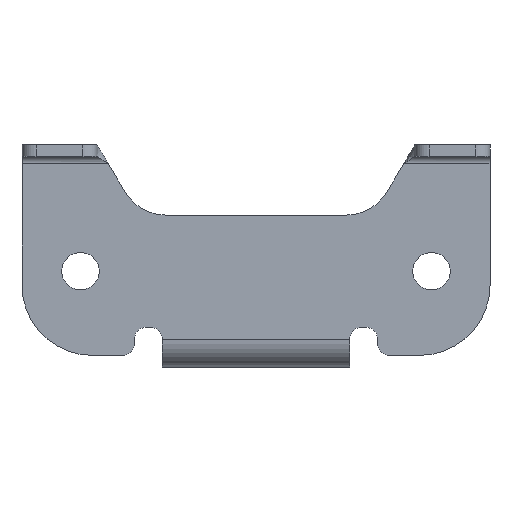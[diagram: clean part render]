
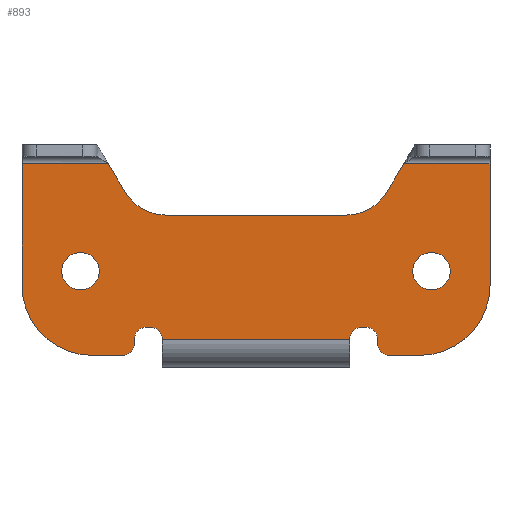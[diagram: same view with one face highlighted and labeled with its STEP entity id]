
A CAD part, top view. The second image highlights one B-rep face of the part: STEP entity #893.
In plain terms, the highlighted planar face has unit normal (0, 0, 1).
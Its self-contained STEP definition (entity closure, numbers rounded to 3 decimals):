
#23=FACE_BOUND('',#124,.T.);
#24=FACE_BOUND('',#125,.T.);
#35=PLANE('',#987);
#71=FACE_OUTER_BOUND('',#123,.T.);
#123=EDGE_LOOP('',(#701,#702,#703,#704,#705,#706,#707,#708,#709,#710,#711,
#712,#713,#714,#715,#716,#717,#718,#719,#720,#721,#722,#723,#724));
#124=EDGE_LOOP('',(#725));
#125=EDGE_LOOP('',(#726));
#181=LINE('',#1376,#269);
#185=LINE('',#1388,#273);
#189=LINE('',#1403,#277);
#204=LINE('',#1451,#292);
#206=LINE('',#1457,#294);
#207=LINE('',#1458,#295);
#208=LINE('',#1459,#296);
#209=LINE('',#1461,#297);
#210=LINE('',#1465,#298);
#211=LINE('',#1469,#299);
#212=LINE('',#1473,#300);
#213=LINE('',#1477,#301);
#214=LINE('',#1481,#302);
#215=LINE('',#1484,#303);
#269=VECTOR('',#1107,10.);
#273=VECTOR('',#1119,10.);
#277=VECTOR('',#1133,10.);
#292=VECTOR('',#1174,10.);
#294=VECTOR('',#1180,10.);
#295=VECTOR('',#1181,10.);
#296=VECTOR('',#1182,10.);
#297=VECTOR('',#1183,10.);
#298=VECTOR('',#1186,10.);
#299=VECTOR('',#1189,10.);
#300=VECTOR('',#1192,10.);
#301=VECTOR('',#1195,10.);
#302=VECTOR('',#1198,10.);
#303=VECTOR('',#1201,10.);
#331=CIRCLE('',#938,4.);
#333=CIRCLE('',#941,4.);
#344=CIRCLE('',#962,10.);
#346=CIRCLE('',#966,10.);
#347=CIRCLE('',#969,15.);
#358=CIRCLE('',#983,15.);
#361=CIRCLE('',#988,2.5);
#362=CIRCLE('',#989,2.5);
#363=CIRCLE('',#990,2.5);
#364=CIRCLE('',#991,2.5);
#365=CIRCLE('',#992,2.5);
#366=CIRCLE('',#993,2.5);
#371=VERTEX_POINT('',#1293);
#373=VERTEX_POINT('',#1299);
#398=VERTEX_POINT('',#1366);
#399=VERTEX_POINT('',#1368);
#401=VERTEX_POINT('',#1374);
#403=VERTEX_POINT('',#1380);
#405=VERTEX_POINT('',#1386);
#406=VERTEX_POINT('',#1390);
#407=VERTEX_POINT('',#1391);
#411=VERTEX_POINT('',#1401);
#429=VERTEX_POINT('',#1443);
#430=VERTEX_POINT('',#1444);
#431=VERTEX_POINT('',#1450);
#433=VERTEX_POINT('',#1456);
#434=VERTEX_POINT('',#1460);
#435=VERTEX_POINT('',#1462);
#436=VERTEX_POINT('',#1464);
#437=VERTEX_POINT('',#1466);
#438=VERTEX_POINT('',#1468);
#439=VERTEX_POINT('',#1470);
#440=VERTEX_POINT('',#1472);
#441=VERTEX_POINT('',#1474);
#442=VERTEX_POINT('',#1476);
#443=VERTEX_POINT('',#1478);
#444=VERTEX_POINT('',#1480);
#445=VERTEX_POINT('',#1482);
#455=EDGE_CURVE('',#371,#371,#331,.T.);
#458=EDGE_CURVE('',#373,#373,#333,.T.);
#491=EDGE_CURVE('',#398,#399,#344,.T.);
#495=EDGE_CURVE('',#398,#401,#181,.T.);
#498=EDGE_CURVE('',#403,#401,#346,.T.);
#501=EDGE_CURVE('',#403,#405,#185,.T.);
#502=EDGE_CURVE('',#406,#407,#347,.T.);
#508=EDGE_CURVE('',#411,#406,#189,.T.);
#529=EDGE_CURVE('',#429,#430,#358,.T.);
#533=EDGE_CURVE('',#430,#431,#204,.T.);
#536=EDGE_CURVE('',#433,#411,#206,.T.);
#537=EDGE_CURVE('',#433,#399,#207,.T.);
#538=EDGE_CURVE('',#431,#405,#208,.T.);
#539=EDGE_CURVE('',#434,#429,#209,.T.);
#540=EDGE_CURVE('',#435,#434,#361,.T.);
#541=EDGE_CURVE('',#435,#436,#210,.T.);
#542=EDGE_CURVE('',#437,#436,#362,.T.);
#543=EDGE_CURVE('',#437,#438,#211,.T.);
#544=EDGE_CURVE('',#439,#438,#363,.T.);
#545=EDGE_CURVE('',#440,#439,#212,.T.);
#546=EDGE_CURVE('',#441,#440,#364,.T.);
#547=EDGE_CURVE('',#441,#442,#213,.T.);
#548=EDGE_CURVE('',#443,#442,#365,.T.);
#549=EDGE_CURVE('',#443,#444,#214,.T.);
#550=EDGE_CURVE('',#445,#444,#366,.T.);
#551=EDGE_CURVE('',#407,#445,#215,.T.);
#701=ORIENTED_EDGE('',*,*,#502,.F.);
#702=ORIENTED_EDGE('',*,*,#508,.F.);
#703=ORIENTED_EDGE('',*,*,#536,.F.);
#704=ORIENTED_EDGE('',*,*,#537,.T.);
#705=ORIENTED_EDGE('',*,*,#491,.F.);
#706=ORIENTED_EDGE('',*,*,#495,.T.);
#707=ORIENTED_EDGE('',*,*,#498,.F.);
#708=ORIENTED_EDGE('',*,*,#501,.T.);
#709=ORIENTED_EDGE('',*,*,#538,.F.);
#710=ORIENTED_EDGE('',*,*,#533,.F.);
#711=ORIENTED_EDGE('',*,*,#529,.F.);
#712=ORIENTED_EDGE('',*,*,#539,.F.);
#713=ORIENTED_EDGE('',*,*,#540,.F.);
#714=ORIENTED_EDGE('',*,*,#541,.T.);
#715=ORIENTED_EDGE('',*,*,#542,.F.);
#716=ORIENTED_EDGE('',*,*,#543,.T.);
#717=ORIENTED_EDGE('',*,*,#544,.F.);
#718=ORIENTED_EDGE('',*,*,#545,.F.);
#719=ORIENTED_EDGE('',*,*,#546,.F.);
#720=ORIENTED_EDGE('',*,*,#547,.T.);
#721=ORIENTED_EDGE('',*,*,#548,.F.);
#722=ORIENTED_EDGE('',*,*,#549,.T.);
#723=ORIENTED_EDGE('',*,*,#550,.F.);
#724=ORIENTED_EDGE('',*,*,#551,.F.);
#725=ORIENTED_EDGE('',*,*,#455,.T.);
#726=ORIENTED_EDGE('',*,*,#458,.T.);
#893=ADVANCED_FACE('',(#71,#23,#24),#35,.T.);
#938=AXIS2_PLACEMENT_3D('',#1294,#1029,#1030);
#941=AXIS2_PLACEMENT_3D('',#1300,#1036,#1037);
#962=AXIS2_PLACEMENT_3D('',#1369,#1100,#1101);
#966=AXIS2_PLACEMENT_3D('',#1382,#1113,#1114);
#969=AXIS2_PLACEMENT_3D('',#1392,#1122,#1123);
#983=AXIS2_PLACEMENT_3D('',#1445,#1166,#1167);
#987=AXIS2_PLACEMENT_3D('',#1455,#1178,#1179);
#988=AXIS2_PLACEMENT_3D('',#1463,#1184,#1185);
#989=AXIS2_PLACEMENT_3D('',#1467,#1187,#1188);
#990=AXIS2_PLACEMENT_3D('',#1471,#1190,#1191);
#991=AXIS2_PLACEMENT_3D('',#1475,#1193,#1194);
#992=AXIS2_PLACEMENT_3D('',#1479,#1196,#1197);
#993=AXIS2_PLACEMENT_3D('',#1483,#1199,#1200);
#1029=DIRECTION('center_axis',(0.,0.,-1.));
#1030=DIRECTION('ref_axis',(-1.,0.,0.));
#1036=DIRECTION('center_axis',(0.,0.,-1.));
#1037=DIRECTION('ref_axis',(-1.,0.,0.));
#1100=DIRECTION('center_axis',(0.,0.,1.));
#1101=DIRECTION('ref_axis',(0.493,-0.87,0.));
#1107=DIRECTION('',(-1.,0.,0.));
#1113=DIRECTION('center_axis',(0.,0.,1.));
#1114=DIRECTION('ref_axis',(-0.493,-0.87,0.));
#1119=DIRECTION('',(-0.514,0.857,0.));
#1122=DIRECTION('center_axis',(0.,0.,-1.));
#1123=DIRECTION('ref_axis',(0.707,-0.707,0.));
#1133=DIRECTION('',(0.,-1.,0.));
#1166=DIRECTION('center_axis',(0.,0.,-1.));
#1167=DIRECTION('ref_axis',(-0.707,-0.707,0.));
#1174=DIRECTION('',(0.,1.,0.));
#1178=DIRECTION('center_axis',(0.,0.,1.));
#1179=DIRECTION('ref_axis',(1.,0.,0.));
#1180=DIRECTION('',(1.,0.,0.));
#1181=DIRECTION('',(-0.514,-0.857,0.));
#1182=DIRECTION('',(1.,0.,0.));
#1183=DIRECTION('',(-1.,0.,0.));
#1184=DIRECTION('center_axis',(0.,0.,-1.));
#1185=DIRECTION('ref_axis',(0.707,-0.707,0.));
#1186=DIRECTION('',(0.,1.,0.));
#1187=DIRECTION('center_axis',(0.,0.,1.));
#1188=DIRECTION('ref_axis',(-0.707,0.707,0.));
#1189=DIRECTION('',(1.,0.,0.));
#1190=DIRECTION('center_axis',(0.,0.,1.));
#1191=DIRECTION('ref_axis',(0.707,0.707,0.));
#1192=DIRECTION('',(-1.,0.,0.));
#1193=DIRECTION('center_axis',(0.,0.,1.));
#1194=DIRECTION('ref_axis',(-0.707,0.707,0.));
#1195=DIRECTION('',(1.,0.,0.));
#1196=DIRECTION('center_axis',(0.,0.,1.));
#1197=DIRECTION('ref_axis',(0.707,0.707,0.));
#1198=DIRECTION('',(0.,-1.,0.));
#1199=DIRECTION('center_axis',(0.,0.,-1.));
#1200=DIRECTION('ref_axis',(-0.707,-0.707,0.));
#1201=DIRECTION('',(-1.,0.,0.));
#1293=CARTESIAN_POINT('',(-83.5,18.,2.5));
#1294=CARTESIAN_POINT('Origin',(-87.5,18.,2.5));
#1299=CARTESIAN_POINT('',(-8.5,18.,2.5));
#1300=CARTESIAN_POINT('Origin',(-12.5,18.,2.5));
#1366=CARTESIAN_POINT('',(-30.662,30.,2.5));
#1368=CARTESIAN_POINT('',(-22.087,34.855,2.5));
#1369=CARTESIAN_POINT('Origin',(-30.662,40.,2.5));
#1374=CARTESIAN_POINT('',(-69.338,30.,2.5));
#1376=CARTESIAN_POINT('',(-62.5,30.,2.5));
#1380=CARTESIAN_POINT('',(-77.913,34.855,2.5));
#1382=CARTESIAN_POINT('Origin',(-69.338,40.,2.5));
#1386=CARTESIAN_POINT('',(-81.6,41.,2.5));
#1388=CARTESIAN_POINT('',(-74.537,29.228,2.5));
#1390=CARTESIAN_POINT('',(0.,15.,2.5));
#1391=CARTESIAN_POINT('',(-15.,0.,2.5));
#1392=CARTESIAN_POINT('Origin',(-15.,15.,2.5));
#1401=CARTESIAN_POINT('',(0.,41.,2.5));
#1403=CARTESIAN_POINT('',(0.,45.,2.5));
#1443=CARTESIAN_POINT('',(-85.,0.,2.5));
#1444=CARTESIAN_POINT('',(-100.,15.,2.5));
#1445=CARTESIAN_POINT('Origin',(-85.,15.,2.5));
#1450=CARTESIAN_POINT('',(-100.,41.,2.5));
#1451=CARTESIAN_POINT('',(-100.,0.,2.5));
#1455=CARTESIAN_POINT('Origin',(-50.,22.5,2.5));
#1456=CARTESIAN_POINT('',(-18.4,41.,2.5));
#1457=CARTESIAN_POINT('',(-29.,41.,2.5));
#1458=CARTESIAN_POINT('',(-29.963,21.728,2.5));
#1459=CARTESIAN_POINT('',(-71.,41.,2.5));
#1460=CARTESIAN_POINT('',(-78.5,0.,2.5));
#1461=CARTESIAN_POINT('',(0.,0.,2.5));
#1462=CARTESIAN_POINT('',(-76.,2.5,2.5));
#1463=CARTESIAN_POINT('Origin',(-78.5,2.5,2.5));
#1464=CARTESIAN_POINT('',(-76.,3.5,2.5));
#1465=CARTESIAN_POINT('',(-76.,11.25,2.5));
#1466=CARTESIAN_POINT('',(-73.5,6.,2.5));
#1467=CARTESIAN_POINT('Origin',(-73.5,3.5,2.5));
#1468=CARTESIAN_POINT('',(-72.5,6.,2.5));
#1469=CARTESIAN_POINT('',(-63.,6.,2.5));
#1470=CARTESIAN_POINT('',(-70.,3.5,2.5));
#1471=CARTESIAN_POINT('Origin',(-72.5,3.5,2.5));
#1472=CARTESIAN_POINT('',(-30.,3.5,2.5));
#1473=CARTESIAN_POINT('',(-60.,3.5,2.5));
#1474=CARTESIAN_POINT('',(-27.5,6.,2.5));
#1475=CARTESIAN_POINT('Origin',(-27.5,3.5,2.5));
#1476=CARTESIAN_POINT('',(-26.5,6.,2.5));
#1477=CARTESIAN_POINT('',(-37.,6.,2.5));
#1478=CARTESIAN_POINT('',(-24.,3.5,2.5));
#1479=CARTESIAN_POINT('Origin',(-26.5,3.5,2.5));
#1480=CARTESIAN_POINT('',(-24.,2.5,2.5));
#1481=CARTESIAN_POINT('',(-24.,11.25,2.5));
#1482=CARTESIAN_POINT('',(-21.5,0.,2.5));
#1483=CARTESIAN_POINT('Origin',(-21.5,2.5,2.5));
#1484=CARTESIAN_POINT('',(0.,0.,2.5));
